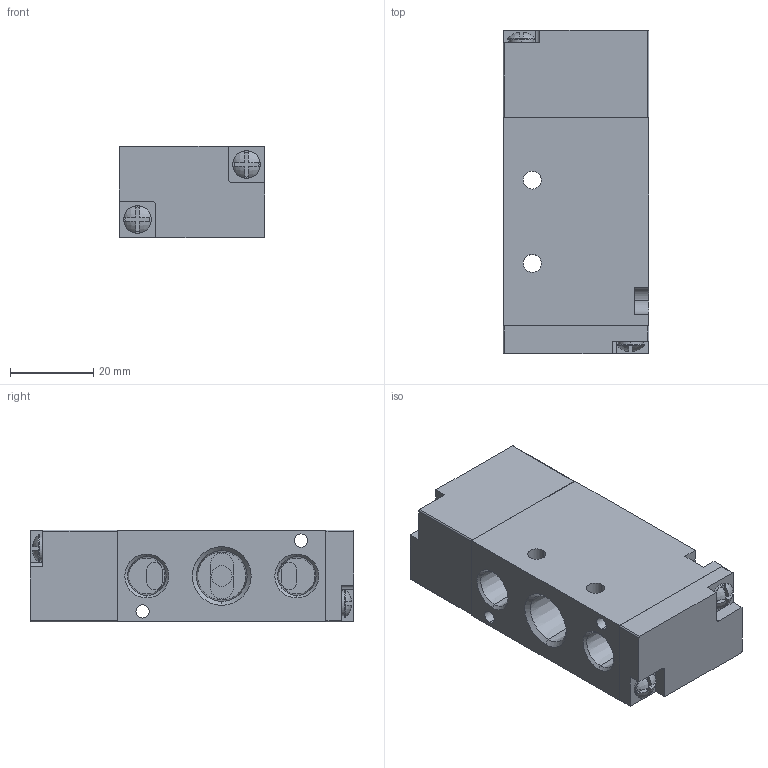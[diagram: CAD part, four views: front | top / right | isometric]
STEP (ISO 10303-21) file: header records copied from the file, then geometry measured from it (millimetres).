
FILE_DESCRIPTION (( 'STEP AP203' ), '1' );
FILE_NAME ('AVS-5242.step', '2016-02-04T21:20:15', ( '' ), ( '' ), 'SwSTEP 2.0', 'SolidWorks 2015', '' );
FILE_SCHEMA (( 'CONFIG_CONTROL_DESIGN' ));
Length unit declared in the file: inch
Products named in the file (1): AVS-5242
Bounding box: 35 x 77.7 x 22 mm (x, y, z)
Volume: 51472.8 mm3; surface area: 17241.8 mm2
Topology: 3 solids, 3 shells, 194 faces, 460 edges, 292 vertices
Faces by surface type: plane 98, cylinder 56, cone 24, bspline 16
Entity records: 5987 total; most frequent: CARTESIAN_POINT 1331, DIRECTION 998, ORIENTED_EDGE 920, EDGE_CURVE 460, AXIS2_PLACEMENT_3D 375, VERTEX_POINT 292, LINE 248, VECTOR 248
